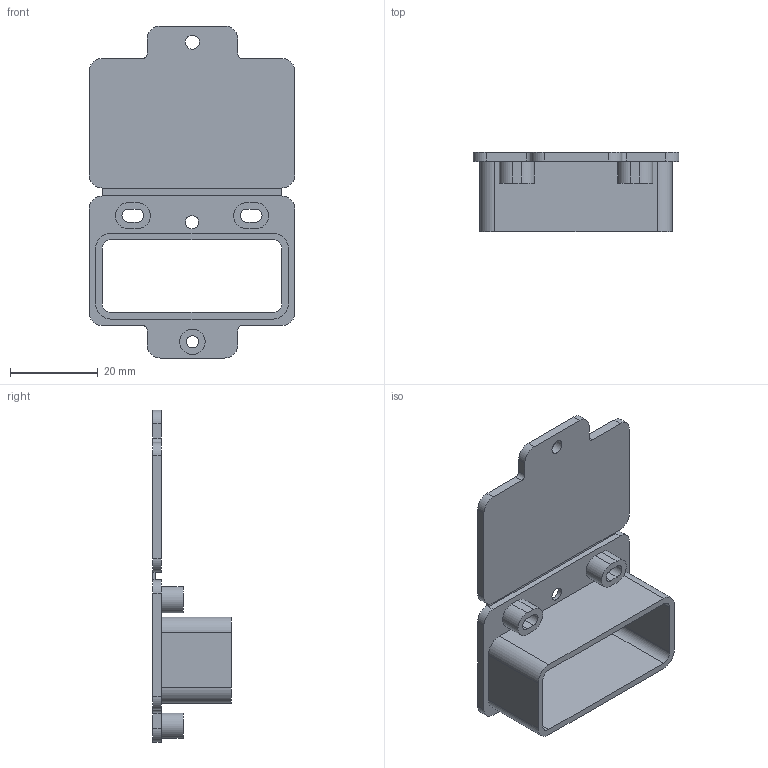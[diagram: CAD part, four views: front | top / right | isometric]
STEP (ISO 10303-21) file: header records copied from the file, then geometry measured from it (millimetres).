
FILE_DESCRIPTION(/* description */ (''),/* implementation_level */ '2;1');
FILE_NAME(/* name */ 'Film Door.step',/* time_stamp */ '2024-10-24T23:12:04+02:00',/* author */ (''),/* organization */ (''),/* preprocessor_version */ 'ST-DEVELOPER v20',/* originating_system */ 'Autodesk Translation Framework v13.20.0.188',/* authorisation */ '');
FILE_SCHEMA (('AUTOMOTIVE_DESIGN { 1 0 10303 214 3 1 1 }'));
Length unit declared in the file: millimetre
Products named in the file (1): Film Door
Bounding box: 47 x 18 x 75.8 mm (x, y, z)
Volume: 7875.7 mm3; surface area: 9990.3 mm2
Topology: 1 solids, 1 shells, 80 faces, 215 edges, 142 vertices
Faces by surface type: plane 43, cylinder 37
Full cylindrical faces by diameter (mm): 2.8 x1, 3 x1, 3.2 x1, 5.8 x1, 6 x1
Entity records: 2585 total; most frequent: DIRECTION 451, CARTESIAN_POINT 438, ORIENTED_EDGE 430, EDGE_CURVE 215, AXIS2_PLACEMENT_3D 155, VERTEX_POINT 142, LINE 141, VECTOR 141
